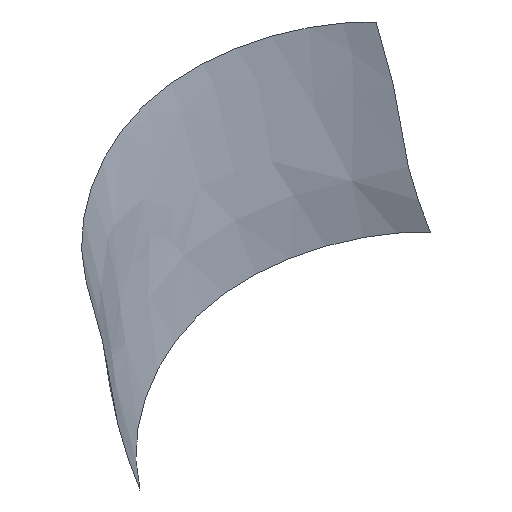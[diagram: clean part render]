
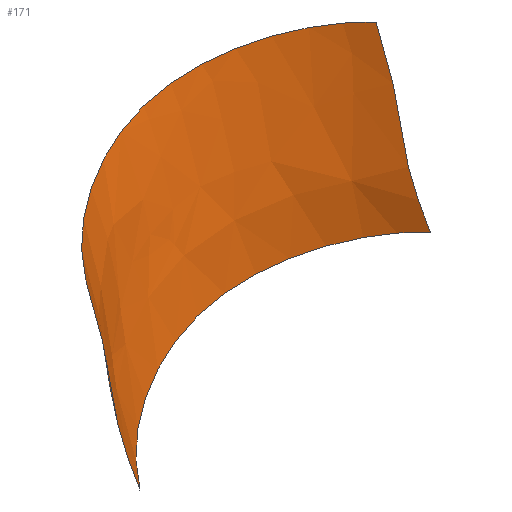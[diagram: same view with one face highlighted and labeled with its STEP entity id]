
A CAD part, front view. The second image highlights one B-rep face of the part: STEP entity #171.
In plain terms, the highlighted free-form (B-spline) face has degree [3, 2] with [7, 4] control points.
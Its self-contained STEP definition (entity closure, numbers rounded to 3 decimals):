
#171 = ADVANCED_FACE('',(#172),#187,.T.);
#172 = FACE_BOUND('',#173,.T.);
#173 = EDGE_LOOP('',(#174,#222,#242,#259));
#174 = ORIENTED_EDGE('',*,*,#175,.F.);
#175 = EDGE_CURVE('',#176,#178,#180,.T.);
#176 = VERTEX_POINT('',#177);
#177 = CARTESIAN_POINT('',(-55.67,20.168,5.818)
  );
#178 = VERTEX_POINT('',#179);
#179 = CARTESIAN_POINT('',(-44.449,32.092,
    -37.624));
#180 = SURFACE_CURVE('',#181,(#186),.PCURVE_S1.);
#181 = B_SPLINE_CURVE_WITH_KNOTS('',2,(#182,#183,#184,#185),
  .UNSPECIFIED.,.F.,.F.,(3,1,3),(0.,0.452,1.),.UNSPECIFIED.);
#182 = CARTESIAN_POINT('',(-55.67,20.168,5.818)
  );
#183 = CARTESIAN_POINT('',(-52.344,22.712,
    -3.878));
#184 = CARTESIAN_POINT('',(-49.232,27.252,
    -26.588));
#185 = CARTESIAN_POINT('',(-44.449,32.092,
    -37.624));
#186 = PCURVE('',#187,#216);
#187 = B_SPLINE_SURFACE_WITH_KNOTS('',3,2,(
    (#188,#189,#190,#191)
    ,(#192,#193,#194,#195)
    ,(#196,#197,#198,#199)
    ,(#200,#201,#202,#203)
    ,(#204,#205,#206,#207)
    ,(#208,#209,#210,#211)
    ,(#212,#213,#214,#215
    )),.UNSPECIFIED.,.F.,.F.,.F.,(4,1,1,1,4),(3,1,3),(0.,23.947
    ,49.572,76.419,101.019),(0.,0.452,
    1.),.UNSPECIFIED.);
#188 = CARTESIAN_POINT('',(-55.67,20.168,5.818)
  );
#189 = CARTESIAN_POINT('',(-52.344,22.712,
    -3.878));
#190 = CARTESIAN_POINT('',(-49.232,27.252,
    -26.588));
#191 = CARTESIAN_POINT('',(-44.449,32.092,
    -37.624));
#192 = CARTESIAN_POINT('',(-57.169,25.201,
    11.915));
#193 = CARTESIAN_POINT('',(-53.843,27.744,
    2.219));
#194 = CARTESIAN_POINT('',(-50.731,32.285,
    -20.49));
#195 = CARTESIAN_POINT('',(-45.948,37.125,
    -31.527));
#196 = CARTESIAN_POINT('',(-56.207,35.709,
    25.257));
#197 = CARTESIAN_POINT('',(-52.881,38.252,
    15.561));
#198 = CARTESIAN_POINT('',(-49.769,42.793,
    -7.149));
#199 = CARTESIAN_POINT('',(-44.986,47.633,
    -18.185));
#200 = CARTESIAN_POINT('',(-44.074,49.535,
    44.435));
#201 = CARTESIAN_POINT('',(-40.748,52.078,34.738
    ));
#202 = CARTESIAN_POINT('',(-37.636,56.619,
    12.029));
#203 = CARTESIAN_POINT('',(-32.853,61.459,
    0.992));
#204 = CARTESIAN_POINT('',(-21.167,56.427,
    56.513));
#205 = CARTESIAN_POINT('',(-17.841,58.97,
    46.817));
#206 = CARTESIAN_POINT('',(-14.729,63.511,
    24.107));
#207 = CARTESIAN_POINT('',(-9.946,68.351,
    13.071));
#208 = CARTESIAN_POINT('',(-3.696,56.6,
    59.34));
#209 = CARTESIAN_POINT('',(-0.37,59.143,
    49.644));
#210 = CARTESIAN_POINT('',(2.743,63.684,26.934
    ));
#211 = CARTESIAN_POINT('',(7.525,68.524,
    15.897));
#212 = CARTESIAN_POINT('',(4.407,55.516,
    59.188));
#213 = CARTESIAN_POINT('',(7.733,58.059,
    49.491));
#214 = CARTESIAN_POINT('',(10.845,62.599,
    26.782));
#215 = CARTESIAN_POINT('',(15.628,67.439,
    15.745));
#216 = DEFINITIONAL_REPRESENTATION('',(#217),#221);
#217 = LINE('',#218,#219);
#218 = CARTESIAN_POINT('',(0.,0.));
#219 = VECTOR('',#220,1.);
#220 = DIRECTION('',(0.,1.));
#221 = ( GEOMETRIC_REPRESENTATION_CONTEXT(2) 
PARAMETRIC_REPRESENTATION_CONTEXT() REPRESENTATION_CONTEXT('2D SPACE',''
  ) );
#222 = ORIENTED_EDGE('',*,*,#223,.T.);
#223 = EDGE_CURVE('',#176,#224,#226,.T.);
#224 = VERTEX_POINT('',#225);
#225 = CARTESIAN_POINT('',(4.407,55.516,
    59.188));
#226 = SURFACE_CURVE('',#227,(#235),.PCURVE_S1.);
#227 = B_SPLINE_CURVE_WITH_KNOTS('',3,(#228,#229,#230,#231,#232,#233,
    #234),.UNSPECIFIED.,.F.,.F.,(4,1,1,1,4),(0.,23.947,
    49.572,76.419,101.019),.UNSPECIFIED.);
#228 = CARTESIAN_POINT('',(-55.67,20.168,5.818)
  );
#229 = CARTESIAN_POINT('',(-57.169,25.201,
    11.915));
#230 = CARTESIAN_POINT('',(-56.207,35.709,
    25.257));
#231 = CARTESIAN_POINT('',(-44.074,49.535,
    44.435));
#232 = CARTESIAN_POINT('',(-21.167,56.427,
    56.513));
#233 = CARTESIAN_POINT('',(-3.696,56.6,
    59.34));
#234 = CARTESIAN_POINT('',(4.407,55.516,
    59.188));
#235 = PCURVE('',#187,#236);
#236 = DEFINITIONAL_REPRESENTATION('',(#237),#241);
#237 = LINE('',#238,#239);
#238 = CARTESIAN_POINT('',(0.,0.));
#239 = VECTOR('',#240,1.);
#240 = DIRECTION('',(1.,0.));
#241 = ( GEOMETRIC_REPRESENTATION_CONTEXT(2) 
PARAMETRIC_REPRESENTATION_CONTEXT() REPRESENTATION_CONTEXT('2D SPACE',''
  ) );
#242 = ORIENTED_EDGE('',*,*,#243,.T.);
#243 = EDGE_CURVE('',#224,#244,#246,.T.);
#244 = VERTEX_POINT('',#245);
#245 = CARTESIAN_POINT('',(15.628,67.439,
    15.745));
#246 = SURFACE_CURVE('',#247,(#252),.PCURVE_S1.);
#247 = B_SPLINE_CURVE_WITH_KNOTS('',2,(#248,#249,#250,#251),
  .UNSPECIFIED.,.F.,.F.,(3,1,3),(0.,0.452,1.),.UNSPECIFIED.);
#248 = CARTESIAN_POINT('',(4.407,55.516,
    59.188));
#249 = CARTESIAN_POINT('',(7.733,58.059,
    49.491));
#250 = CARTESIAN_POINT('',(10.845,62.599,
    26.782));
#251 = CARTESIAN_POINT('',(15.628,67.439,
    15.745));
#252 = PCURVE('',#187,#253);
#253 = DEFINITIONAL_REPRESENTATION('',(#254),#258);
#254 = LINE('',#255,#256);
#255 = CARTESIAN_POINT('',(101.019,0.));
#256 = VECTOR('',#257,1.);
#257 = DIRECTION('',(0.,1.));
#258 = ( GEOMETRIC_REPRESENTATION_CONTEXT(2) 
PARAMETRIC_REPRESENTATION_CONTEXT() REPRESENTATION_CONTEXT('2D SPACE',''
  ) );
#259 = ORIENTED_EDGE('',*,*,#260,.F.);
#260 = EDGE_CURVE('',#178,#244,#261,.T.);
#261 = SURFACE_CURVE('',#262,(#270),.PCURVE_S1.);
#262 = B_SPLINE_CURVE_WITH_KNOTS('',3,(#263,#264,#265,#266,#267,#268,
    #269),.UNSPECIFIED.,.F.,.F.,(4,1,1,1,4),(0.,23.947,
    49.572,76.419,101.019),.UNSPECIFIED.);
#263 = CARTESIAN_POINT('',(-44.449,32.092,
    -37.624));
#264 = CARTESIAN_POINT('',(-45.948,37.125,
    -31.527));
#265 = CARTESIAN_POINT('',(-44.986,47.633,
    -18.185));
#266 = CARTESIAN_POINT('',(-32.853,61.459,
    0.992));
#267 = CARTESIAN_POINT('',(-9.946,68.351,
    13.071));
#268 = CARTESIAN_POINT('',(7.525,68.524,
    15.897));
#269 = CARTESIAN_POINT('',(15.628,67.439,
    15.745));
#270 = PCURVE('',#187,#271);
#271 = DEFINITIONAL_REPRESENTATION('',(#272),#276);
#272 = LINE('',#273,#274);
#273 = CARTESIAN_POINT('',(0.,1.));
#274 = VECTOR('',#275,1.);
#275 = DIRECTION('',(1.,0.));
#276 = ( GEOMETRIC_REPRESENTATION_CONTEXT(2) 
PARAMETRIC_REPRESENTATION_CONTEXT() REPRESENTATION_CONTEXT('2D SPACE',''
  ) );
